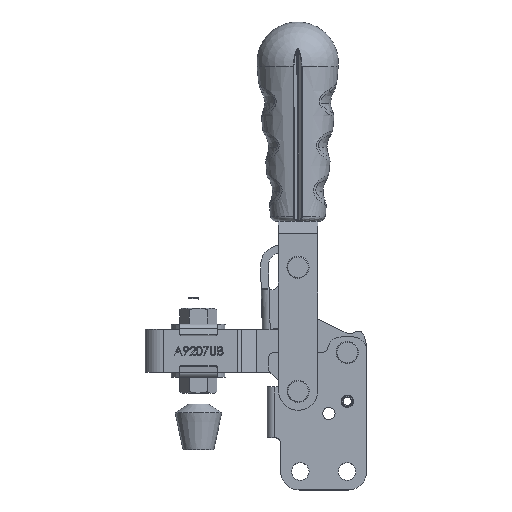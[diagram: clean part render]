
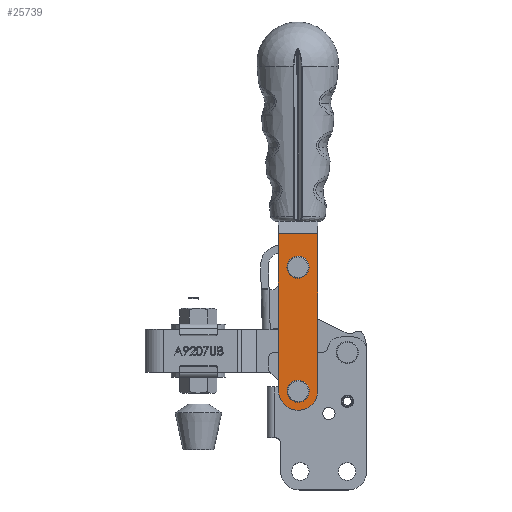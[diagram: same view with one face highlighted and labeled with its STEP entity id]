
A CAD part, top view. The second image highlights one B-rep face of the part: STEP entity #25739.
In plain terms, the highlighted face is planar.
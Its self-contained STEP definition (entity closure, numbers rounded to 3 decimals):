
#1374 = DIRECTION ( 'NONE',  ( 0., 1., 0. ) ) ;
#1518 = PLANE ( 'NONE',  #7114 ) ;
#1950 = CARTESIAN_POINT ( 'NONE',  ( 12.2, -63.212, 8. ) ) ;
#1956 = VERTEX_POINT ( 'NONE', #10834 ) ;
#2349 = VERTEX_POINT ( 'NONE', #26487 ) ;
#5408 = LINE ( 'NONE', #19497, #23495 ) ;
#5864 = CARTESIAN_POINT ( 'NONE',  ( 12.2, -66.112, 16. ) ) ;
#6091 = EDGE_CURVE ( 'NONE', #19972, #2349, #5408, .T. ) ;
#6283 = AXIS2_PLACEMENT_3D ( 'NONE', #32074, #10496, #13072 ) ;
#7114 = AXIS2_PLACEMENT_3D ( 'NONE', #20656, #12588, #9882 ) ;
#7734 = DIRECTION ( 'NONE',  ( 0., 1., 0. ) ) ;
#8012 = VECTOR ( 'NONE', #22788, 1000. ) ;
#9674 = DIRECTION ( 'NONE',  ( -1., 0., 0. ) ) ;
#9686 = LINE ( 'NONE', #27922, #21420 ) ;
#9882 = DIRECTION ( 'NONE',  ( 0., 0., -1. ) ) ;
#10496 = DIRECTION ( 'NONE',  ( -1., 0., 0. ) ) ;
#10834 = CARTESIAN_POINT ( 'NONE',  ( 12.2, -19.132, 8. ) ) ;
#10926 = EDGE_LOOP ( 'NONE', ( #20847, #22297 ) ) ;
#11176 = AXIS2_PLACEMENT_3D ( 'NONE', #28778, #31480, #7734 ) ;
#11182 = DIRECTION ( 'NONE',  ( -1., 0., 0. ) ) ;
#11368 = EDGE_CURVE ( 'NONE', #23217, #32878, #15156, .T. ) ;
#11792 = DIRECTION ( 'NONE',  ( 0., 1., 0. ) ) ;
#12588 = DIRECTION ( 'NONE',  ( 1., 0., 0. ) ) ;
#12965 = VERTEX_POINT ( 'NONE', #34720 ) ;
#13072 = DIRECTION ( 'NONE',  ( 0., 1., 0. ) ) ;
#13778 = EDGE_LOOP ( 'NONE', ( #20445, #29714 ) ) ;
#13842 = AXIS2_PLACEMENT_3D ( 'NONE', #32537, #11182, #21944 ) ;
#15156 = LINE ( 'NONE', #28203, #8012 ) ;
#15748 = AXIS2_PLACEMENT_3D ( 'NONE', #30862, #33090, #1374 ) ;
#16479 = ORIENTED_EDGE ( 'NONE', *, *, #6091, .F. ) ;
#19497 = CARTESIAN_POINT ( 'NONE',  ( 12.2, -66.112, 16. ) ) ;
#19972 = VERTEX_POINT ( 'NONE', #5864 ) ;
#20039 = CARTESIAN_POINT ( 'NONE',  ( 12.2, -2.275, 0. ) ) ;
#20116 = EDGE_CURVE ( 'NONE', #23217, #2349, #9686, .T. ) ;
#20445 = ORIENTED_EDGE ( 'NONE', *, *, #21074, .T. ) ;
#20503 = ORIENTED_EDGE ( 'NONE', *, *, #20116, .T. ) ;
#20656 = CARTESIAN_POINT ( 'NONE',  ( 12.2, -74.543, 0. ) ) ;
#20847 = ORIENTED_EDGE ( 'NONE', *, *, #34151, .T. ) ;
#21074 = EDGE_CURVE ( 'NONE', #30582, #12965, #24651, .T. ) ;
#21278 = CARTESIAN_POINT ( 'NONE',  ( 12.2, -66.112, 0. ) ) ;
#21420 = VECTOR ( 'NONE', #24984, 1000. ) ;
#21944 = DIRECTION ( 'NONE',  ( 0., 0., -1. ) ) ;
#22297 = ORIENTED_EDGE ( 'NONE', *, *, #32133, .T. ) ;
#22709 = CIRCLE ( 'NONE', #11176, 3.2 ) ;
#22787 = EDGE_CURVE ( 'NONE', #12965, #30582, #24865, .T. ) ;
#22788 = DIRECTION ( 'NONE',  ( 0., -1., 0. ) ) ;
#23057 = VERTEX_POINT ( 'NONE', #26461 ) ;
#23217 = VERTEX_POINT ( 'NONE', #20039 ) ;
#23495 = VECTOR ( 'NONE', #11792, 1000. ) ;
#23563 = FACE_BOUND ( 'NONE', #10926, .T. ) ;
#24448 = EDGE_LOOP ( 'NONE', ( #27435, #28167, #20503, #16479 ) ) ;
#24651 = CIRCLE ( 'NONE', #6283, 3.2 ) ;
#24865 = CIRCLE ( 'NONE', #29279, 3.2 ) ;
#24984 = DIRECTION ( 'NONE',  ( 0., 0., 1. ) ) ;
#25220 = FACE_OUTER_BOUND ( 'NONE', #24448, .T. ) ;
#25739 = ADVANCED_FACE ( 'NONE', ( #25220, #23563, #33659 ), #1518, .T. ) ;
#25749 = CARTESIAN_POINT ( 'NONE',  ( 12.2, -66.412, 8. ) ) ;
#26461 = CARTESIAN_POINT ( 'NONE',  ( 12.2, -12.732, 8. ) ) ;
#26487 = CARTESIAN_POINT ( 'NONE',  ( 12.2, -2.275, 16. ) ) ;
#27435 = ORIENTED_EDGE ( 'NONE', *, *, #31717, .F. ) ;
#27922 = CARTESIAN_POINT ( 'NONE',  ( 12.2, -2.275, 0. ) ) ;
#28167 = ORIENTED_EDGE ( 'NONE', *, *, #11368, .F. ) ;
#28203 = CARTESIAN_POINT ( 'NONE',  ( 12.2, -66.112, 0. ) ) ;
#28778 = CARTESIAN_POINT ( 'NONE',  ( 12.2, -15.932, 8. ) ) ;
#29279 = AXIS2_PLACEMENT_3D ( 'NONE', #25749, #9674, #31156 ) ;
#29714 = ORIENTED_EDGE ( 'NONE', *, *, #22787, .T. ) ;
#30582 = VERTEX_POINT ( 'NONE', #1950 ) ;
#30862 = CARTESIAN_POINT ( 'NONE',  ( 12.2, -15.932, 8. ) ) ;
#30910 = CIRCLE ( 'NONE', #15748, 3.2 ) ;
#31156 = DIRECTION ( 'NONE',  ( 0., 1., 0. ) ) ;
#31480 = DIRECTION ( 'NONE',  ( -1., 0., 0. ) ) ;
#31717 = EDGE_CURVE ( 'NONE', #32878, #19972, #34122, .T. ) ;
#32074 = CARTESIAN_POINT ( 'NONE',  ( 12.2, -66.412, 8. ) ) ;
#32133 = EDGE_CURVE ( 'NONE', #1956, #23057, #22709, .T. ) ;
#32537 = CARTESIAN_POINT ( 'NONE',  ( 12.2, -66.112, 8. ) ) ;
#32878 = VERTEX_POINT ( 'NONE', #21278 ) ;
#33090 = DIRECTION ( 'NONE',  ( -1., 0., 0. ) ) ;
#33659 = FACE_BOUND ( 'NONE', #13778, .T. ) ;
#34122 = CIRCLE ( 'NONE', #13842, 8. ) ;
#34151 = EDGE_CURVE ( 'NONE', #23057, #1956, #30910, .T. ) ;
#34720 = CARTESIAN_POINT ( 'NONE',  ( 12.2, -69.612, 8. ) ) ;
